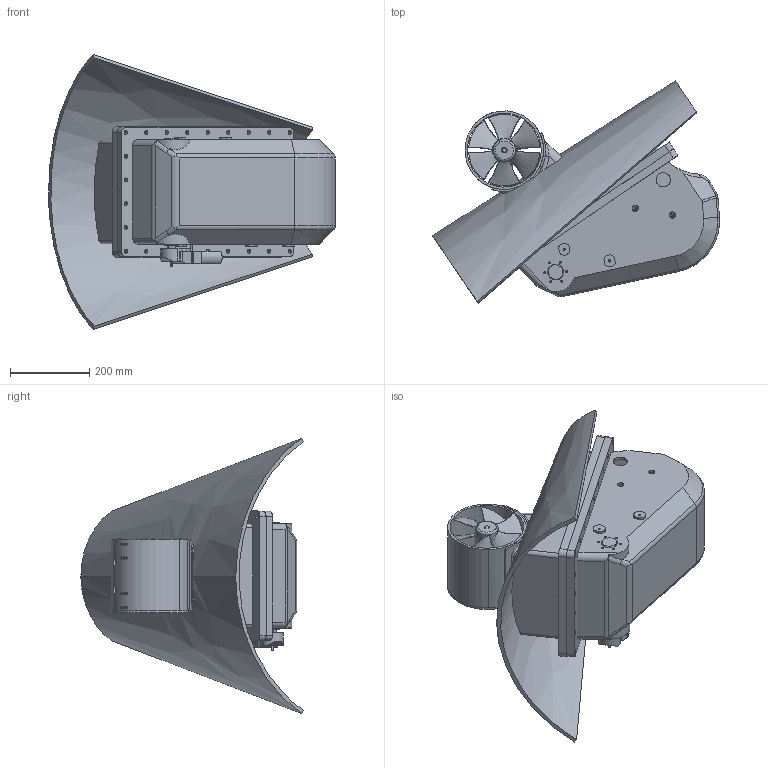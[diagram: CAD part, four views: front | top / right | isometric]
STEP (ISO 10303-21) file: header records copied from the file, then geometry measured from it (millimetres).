
FILE_DESCRIPTION(('CATIA V5 STEP Exchange'),'2;1');
FILE_NAME('CRE opened.stp','2016-02-04T08:41:13+00:00',('none'),('none'),'CATIA Version 5 Release 21 GA (IN-10)','CATIA V5 STEP AP203','none');
FILE_SCHEMA(('CONFIG_CONTROL_DESIGN'));
Products named in the file (1): CRE opened
Bounding box: 722.86 x 560.07 x 692.82 mm (x, y, z)
Volume: 12334545.2 mm3; surface area: 2959337.8 mm2
Topology: 1 solids, 15 shells, 1199 faces, 2917 edges, 1827 vertices
Faces by surface type: cylinder 528, plane 289, bspline 213, cone 130, torus 26, revolution 9, sphere 4
Entity records: 80526 total; most frequent: CARTESIAN_POINT 56432, ORIENTED_EDGE 5762, DIRECTION 3214, EDGE_CURVE 2881, VERTEX_POINT 1827, AXIS2_PLACEMENT_3D 1569, EDGE_LOOP 1404, ADVANCED_FACE 1199
